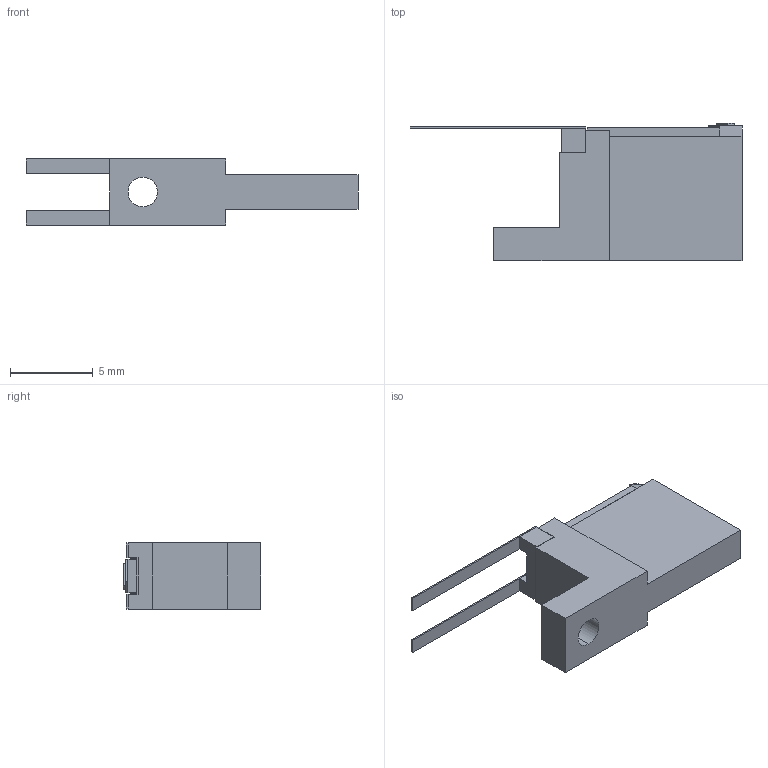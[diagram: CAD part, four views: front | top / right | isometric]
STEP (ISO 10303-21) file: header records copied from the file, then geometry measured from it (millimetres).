
FILE_DESCRIPTION (( 'STEP AP203' ), '1' );
FILE_NAME ('22292-XXX.STEP', '2010-03-10T23:25:16', ( 'Admin' ), ( 'Thorlabs, Inc.' ), 'SwSTEP 2.0', 'SolidWorks 2009', '' );
FILE_SCHEMA (( 'CONFIG_CONTROL_DESIGN' ));
Length unit declared in the file: metre
Products named in the file (9): 22069-XXX; PM-00054; PA-00137; 31091-XXX; 22292-XXX; 32292-000 rev 1; ceramic-base; tab; 32142-000 SAF HS 26.5 deg trace
Assembly tree (9 placements, depth 3):
  22292-XXX
    22069-XXX
      31091-XXX
      PM-00054
    PA-00137
      tab  x2
      ceramic-base
    32292-000 rev 1
    32142-000 SAF HS 26.5 deg trace
Bounding box: 20.05 x 8.29 x 4 mm (x, y, z)
Volume: 254.6 mm3; surface area: 457.3 mm2
Topology: 7 solids, 7 shells, 84 faces, 206 edges, 142 vertices
Faces by surface type: plane 82, cylinder 2
Entity records: 3303 total; most frequent: CARTESIAN_POINT 420, ORIENTED_EDGE 388, DIRECTION 388, EDGE_CURVE 194, VECTOR 184, LINE 184, VERTEX_POINT 134, AXIS2_PLACEMENT_3D 102
